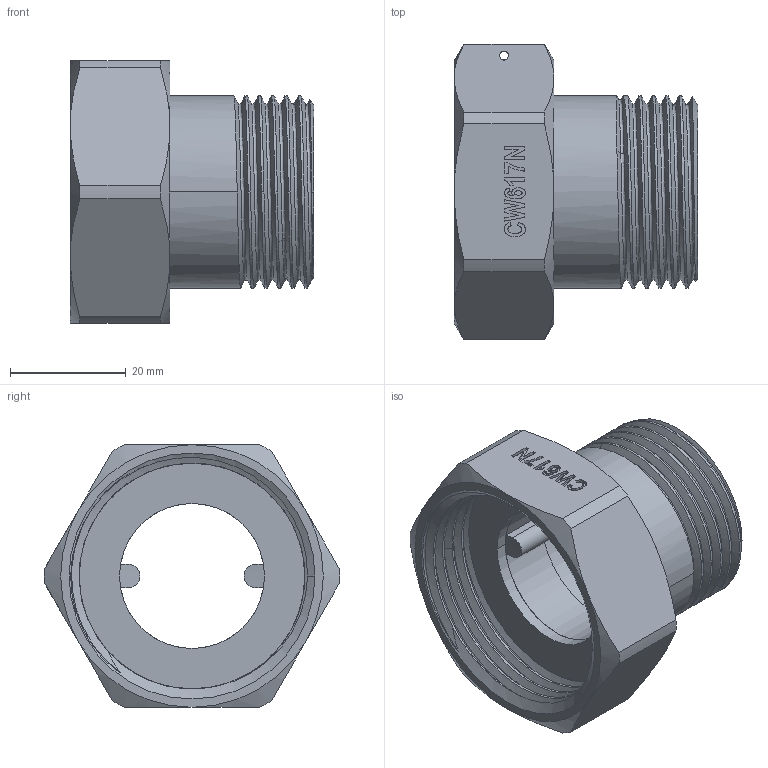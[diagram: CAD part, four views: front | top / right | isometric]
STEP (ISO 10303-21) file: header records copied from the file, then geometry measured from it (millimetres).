
FILE_DESCRIPTION((''),'2;1');
FILE_NAME('F16133106_ASM','2023-12-07T09:56:40',('admin'),(''),'CREO PARAMETRIC BY PTC INC, 2018400','CREO PARAMETRIC BY PTC INC, 2018400','');
FILE_SCHEMA(('CONFIG_CONTROL_DESIGN','SHAPE_APPEARANCE_LAYERS_GROUPS'));
Length unit declared in the file: millimetre
Products named in the file (4): FJ1641133106W; FJ1615133106W; VT13013307; F16133106_ASM
Assembly tree (3 placements, depth 2):
  F16133106_ASM
    FJ1641133106W
    FJ1615133106W
    VT13013307
Bounding box: 42 x 50.99 x 45.3 mm (x, y, z)
Volume: 21009.5 mm3; surface area: 17070.5 mm2
Topology: 3 solids, 3 shells, 190 faces, 494 edges, 320 vertices
Faces by surface type: plane 62, extrusion 47, cylinder 43, cone 20, bspline 18
Entity records: 12782 total; most frequent: CARTESIAN_POINT 6913, ORIENTED_EDGE 988, DIRECTION 655, PRESENTATION_STYLE_ASSIGNMENT 497, STYLED_ITEM 497, CURVE_STYLE 494, EDGE_CURVE 494, VERTEX_POINT 320
